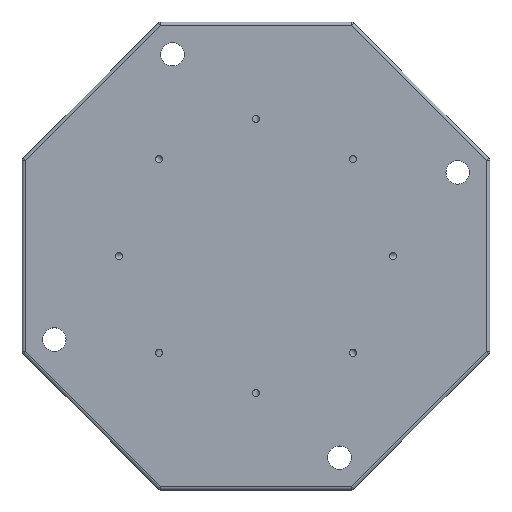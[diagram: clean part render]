
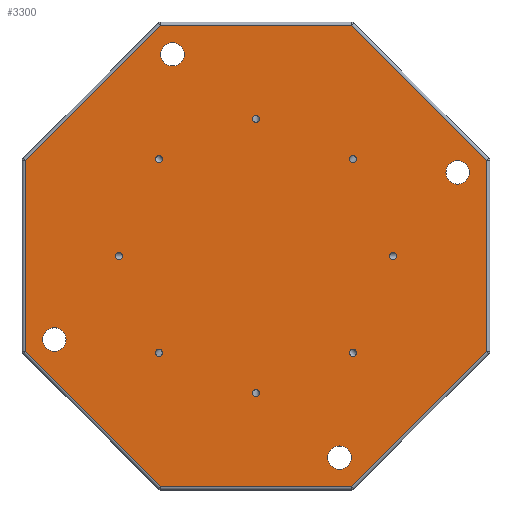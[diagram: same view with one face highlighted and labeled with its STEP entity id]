
A CAD part, top view. The second image highlights one B-rep face of the part: STEP entity #3300.
In plain terms, the highlighted planar face has unit normal (0, 0, 1).
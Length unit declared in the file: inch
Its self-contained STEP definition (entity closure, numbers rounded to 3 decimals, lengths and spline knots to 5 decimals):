
#71=FACE_BOUND('',#563,.T.);
#72=FACE_BOUND('',#564,.T.);
#73=FACE_BOUND('',#565,.T.);
#74=FACE_BOUND('',#566,.T.);
#75=FACE_BOUND('',#567,.T.);
#76=FACE_BOUND('',#568,.T.);
#77=FACE_BOUND('',#569,.T.);
#78=FACE_BOUND('',#570,.T.);
#79=FACE_BOUND('',#571,.T.);
#80=FACE_BOUND('',#572,.T.);
#81=FACE_BOUND('',#573,.T.);
#82=FACE_BOUND('',#574,.T.);
#120=PLANE('',#3655);
#325=FACE_OUTER_BOUND('',#562,.T.);
#562=EDGE_LOOP('',(#2557,#2558,#2559,#2560,#2561,#2562,#2563,#2564));
#563=EDGE_LOOP('',(#2565));
#564=EDGE_LOOP('',(#2566));
#565=EDGE_LOOP('',(#2567));
#566=EDGE_LOOP('',(#2568));
#567=EDGE_LOOP('',(#2569));
#568=EDGE_LOOP('',(#2570));
#569=EDGE_LOOP('',(#2571));
#570=EDGE_LOOP('',(#2572));
#571=EDGE_LOOP('',(#2573));
#572=EDGE_LOOP('',(#2574));
#573=EDGE_LOOP('',(#2575));
#574=EDGE_LOOP('',(#2576));
#825=CIRCLE('',#3656,0.023);
#826=CIRCLE('',#3657,0.07525);
#827=CIRCLE('',#3658,0.07525);
#828=CIRCLE('',#3659,0.07525);
#829=CIRCLE('',#3660,0.07525);
#830=CIRCLE('',#3661,0.023);
#831=CIRCLE('',#3662,0.023);
#832=CIRCLE('',#3663,0.023);
#833=CIRCLE('',#3664,0.023);
#834=CIRCLE('',#3665,0.023);
#835=CIRCLE('',#3666,0.023);
#836=CIRCLE('',#3667,0.023);
#1014=LINE('',#5660,#1194);
#1021=LINE('',#5698,#1201);
#1030=LINE('',#5740,#1210);
#1035=LINE('',#5762,#1215);
#1057=LINE('',#5869,#1237);
#1058=LINE('',#5871,#1238);
#1059=LINE('',#5873,#1239);
#1060=LINE('',#5875,#1240);
#1194=VECTOR('',#4196,0.3937);
#1201=VECTOR('',#4245,0.3937);
#1210=VECTOR('',#4300,0.3937);
#1215=VECTOR('',#4329,0.3937);
#1237=VECTOR('',#4465,0.3937);
#1238=VECTOR('',#4468,0.3937);
#1239=VECTOR('',#4471,0.3937);
#1240=VECTOR('',#4474,0.3937);
#1407=VERTEX_POINT('',#5606);
#1418=VERTEX_POINT('',#5652);
#1420=VERTEX_POINT('',#5658);
#1428=VERTEX_POINT('',#5690);
#1430=VERTEX_POINT('',#5696);
#1438=VERTEX_POINT('',#5732);
#1440=VERTEX_POINT('',#5738);
#1445=VERTEX_POINT('',#5760);
#1474=VERTEX_POINT('',#5877);
#1475=VERTEX_POINT('',#5879);
#1476=VERTEX_POINT('',#5881);
#1477=VERTEX_POINT('',#5883);
#1478=VERTEX_POINT('',#5885);
#1479=VERTEX_POINT('',#5887);
#1480=VERTEX_POINT('',#5889);
#1481=VERTEX_POINT('',#5891);
#1482=VERTEX_POINT('',#5893);
#1483=VERTEX_POINT('',#5895);
#1484=VERTEX_POINT('',#5897);
#1485=VERTEX_POINT('',#5899);
#1761=EDGE_CURVE('',#1420,#1418,#1014,.T.);
#1780=EDGE_CURVE('',#1430,#1428,#1021,.T.);
#1801=EDGE_CURVE('',#1440,#1438,#1030,.T.);
#1812=EDGE_CURVE('',#1445,#1440,#1035,.T.);
#1865=EDGE_CURVE('',#1418,#1407,#1057,.T.);
#1866=EDGE_CURVE('',#1407,#1445,#1058,.T.);
#1867=EDGE_CURVE('',#1438,#1430,#1059,.T.);
#1868=EDGE_CURVE('',#1428,#1420,#1060,.T.);
#1869=EDGE_CURVE('',#1474,#1474,#825,.T.);
#1870=EDGE_CURVE('',#1475,#1475,#826,.T.);
#1871=EDGE_CURVE('',#1476,#1476,#827,.T.);
#1872=EDGE_CURVE('',#1477,#1477,#828,.T.);
#1873=EDGE_CURVE('',#1478,#1478,#829,.T.);
#1874=EDGE_CURVE('',#1479,#1479,#830,.T.);
#1875=EDGE_CURVE('',#1480,#1480,#831,.T.);
#1876=EDGE_CURVE('',#1481,#1481,#832,.T.);
#1877=EDGE_CURVE('',#1482,#1482,#833,.T.);
#1878=EDGE_CURVE('',#1483,#1483,#834,.T.);
#1879=EDGE_CURVE('',#1484,#1484,#835,.T.);
#1880=EDGE_CURVE('',#1485,#1485,#836,.T.);
#2557=ORIENTED_EDGE('',*,*,#1761,.F.);
#2558=ORIENTED_EDGE('',*,*,#1868,.F.);
#2559=ORIENTED_EDGE('',*,*,#1780,.F.);
#2560=ORIENTED_EDGE('',*,*,#1867,.F.);
#2561=ORIENTED_EDGE('',*,*,#1801,.F.);
#2562=ORIENTED_EDGE('',*,*,#1812,.F.);
#2563=ORIENTED_EDGE('',*,*,#1866,.F.);
#2564=ORIENTED_EDGE('',*,*,#1865,.F.);
#2565=ORIENTED_EDGE('',*,*,#1869,.T.);
#2566=ORIENTED_EDGE('',*,*,#1870,.T.);
#2567=ORIENTED_EDGE('',*,*,#1871,.T.);
#2568=ORIENTED_EDGE('',*,*,#1872,.T.);
#2569=ORIENTED_EDGE('',*,*,#1873,.T.);
#2570=ORIENTED_EDGE('',*,*,#1874,.T.);
#2571=ORIENTED_EDGE('',*,*,#1875,.T.);
#2572=ORIENTED_EDGE('',*,*,#1876,.T.);
#2573=ORIENTED_EDGE('',*,*,#1877,.T.);
#2574=ORIENTED_EDGE('',*,*,#1878,.T.);
#2575=ORIENTED_EDGE('',*,*,#1879,.T.);
#2576=ORIENTED_EDGE('',*,*,#1880,.T.);
#3300=ADVANCED_FACE('',(#325,#71,#72,#73,#74,#75,#76,#77,#78,#79,#80,#81,
#82),#120,.T.);
#3655=AXIS2_PLACEMENT_3D('',#5876,#4475,#4476);
#3656=AXIS2_PLACEMENT_3D('',#5878,#4477,#4478);
#3657=AXIS2_PLACEMENT_3D('',#5880,#4479,#4480);
#3658=AXIS2_PLACEMENT_3D('',#5882,#4481,#4482);
#3659=AXIS2_PLACEMENT_3D('',#5884,#4483,#4484);
#3660=AXIS2_PLACEMENT_3D('',#5886,#4485,#4486);
#3661=AXIS2_PLACEMENT_3D('',#5888,#4487,#4488);
#3662=AXIS2_PLACEMENT_3D('',#5890,#4489,#4490);
#3663=AXIS2_PLACEMENT_3D('',#5892,#4491,#4492);
#3664=AXIS2_PLACEMENT_3D('',#5894,#4493,#4494);
#3665=AXIS2_PLACEMENT_3D('',#5896,#4495,#4496);
#3666=AXIS2_PLACEMENT_3D('',#5898,#4497,#4498);
#3667=AXIS2_PLACEMENT_3D('',#5900,#4499,#4500);
#4196=DIRECTION('',(-1.,0.,0.));
#4245=DIRECTION('',(0.,-1.,0.));
#4300=DIRECTION('',(1.,0.,0.));
#4329=DIRECTION('',(0.707,0.707,0.));
#4465=DIRECTION('',(-0.707,0.707,0.));
#4468=DIRECTION('',(0.,1.,0.));
#4471=DIRECTION('',(0.707,-0.707,0.));
#4474=DIRECTION('',(-0.707,-0.707,0.));
#4475=DIRECTION('center_axis',(0.,0.,1.));
#4476=DIRECTION('ref_axis',(1.,0.,0.));
#4477=DIRECTION('center_axis',(0.,0.,-1.));
#4478=DIRECTION('ref_axis',(1.,0.,0.));
#4479=DIRECTION('center_axis',(0.,0.,-1.));
#4480=DIRECTION('ref_axis',(-1.,0.,0.));
#4481=DIRECTION('center_axis',(0.,0.,-1.));
#4482=DIRECTION('ref_axis',(0.,-1.,0.));
#4483=DIRECTION('center_axis',(0.,0.,-1.));
#4484=DIRECTION('ref_axis',(1.,0.,0.));
#4485=DIRECTION('center_axis',(0.,0.,-1.));
#4486=DIRECTION('ref_axis',(0.,1.,0.));
#4487=DIRECTION('center_axis',(0.,0.,-1.));
#4488=DIRECTION('ref_axis',(0.707,0.707,0.));
#4489=DIRECTION('center_axis',(0.,0.,-1.));
#4490=DIRECTION('ref_axis',(0.,1.,0.));
#4491=DIRECTION('center_axis',(0.,0.,-1.));
#4492=DIRECTION('ref_axis',(-0.707,0.707,0.));
#4493=DIRECTION('center_axis',(0.,0.,-1.));
#4494=DIRECTION('ref_axis',(-1.,0.,0.));
#4495=DIRECTION('center_axis',(0.,0.,-1.));
#4496=DIRECTION('ref_axis',(-0.707,-0.707,0.));
#4497=DIRECTION('center_axis',(0.,0.,-1.));
#4498=DIRECTION('ref_axis',(0.,-1.,0.));
#4499=DIRECTION('center_axis',(0.,0.,-1.));
#4500=DIRECTION('ref_axis',(0.707,-0.707,0.));
#5606=CARTESIAN_POINT('',(-1.48,-0.61304,1.));
#5652=CARTESIAN_POINT('',(-0.61304,-1.48,1.));
#5658=CARTESIAN_POINT('',(0.61304,-1.48,1.));
#5660=CARTESIAN_POINT('',(-0.31066,-1.48,1.));
#5690=CARTESIAN_POINT('',(1.48,-0.61304,1.));
#5696=CARTESIAN_POINT('',(1.48,0.61304,1.));
#5698=CARTESIAN_POINT('',(1.48,-0.31066,1.));
#5732=CARTESIAN_POINT('',(0.61304,1.48,1.));
#5738=CARTESIAN_POINT('',(-0.61304,1.48,1.));
#5740=CARTESIAN_POINT('',(0.31066,1.48,1.));
#5760=CARTESIAN_POINT('',(-1.48,0.61304,1.));
#5762=CARTESIAN_POINT('',(-0.82685,1.26619,1.));
#5869=CARTESIAN_POINT('',(-1.26619,-0.82685,1.));
#5871=CARTESIAN_POINT('',(-1.48,0.31066,1.));
#5873=CARTESIAN_POINT('',(1.26619,0.82685,1.));
#5875=CARTESIAN_POINT('',(0.82685,-1.26619,1.));
#5876=CARTESIAN_POINT('Origin',(0.,0.,1.));
#5877=CARTESIAN_POINT('',(-0.023,-0.87892,1.));
#5878=CARTESIAN_POINT('Origin',(0.,-0.87892,
1.));
#5879=CARTESIAN_POINT('',(0.61091,-1.2932,1.));
#5880=CARTESIAN_POINT('Origin',(0.53566,-1.2932,1.));
#5881=CARTESIAN_POINT('',(1.2932,0.61091,1.));
#5882=CARTESIAN_POINT('Origin',(1.2932,0.53566,1.));
#5883=CARTESIAN_POINT('',(-0.61091,1.2932,1.));
#5884=CARTESIAN_POINT('Origin',(-0.53566,1.2932,1.));
#5885=CARTESIAN_POINT('',(-1.2932,-0.61091,1.));
#5886=CARTESIAN_POINT('Origin',(-1.2932,-0.53566,1.));
#5887=CARTESIAN_POINT('',(0.60522,-0.63775,1.));
#5888=CARTESIAN_POINT('Origin',(0.62149,-0.62149,1.));
#5889=CARTESIAN_POINT('',(0.87892,-0.023,1.));
#5890=CARTESIAN_POINT('Origin',(0.87892,0.,
1.));
#5891=CARTESIAN_POINT('',(0.63775,0.60522,1.));
#5892=CARTESIAN_POINT('Origin',(0.62149,0.62149,1.));
#5893=CARTESIAN_POINT('',(0.023,0.87892,1.));
#5894=CARTESIAN_POINT('Origin',(0.,0.87892,
1.));
#5895=CARTESIAN_POINT('',(-0.60522,0.63775,1.));
#5896=CARTESIAN_POINT('Origin',(-0.62149,0.62149,1.));
#5897=CARTESIAN_POINT('',(-0.87892,0.023,1.));
#5898=CARTESIAN_POINT('Origin',(-0.87892,0.,
1.));
#5899=CARTESIAN_POINT('',(-0.63775,-0.60522,1.));
#5900=CARTESIAN_POINT('Origin',(-0.62149,-0.62149,1.));
